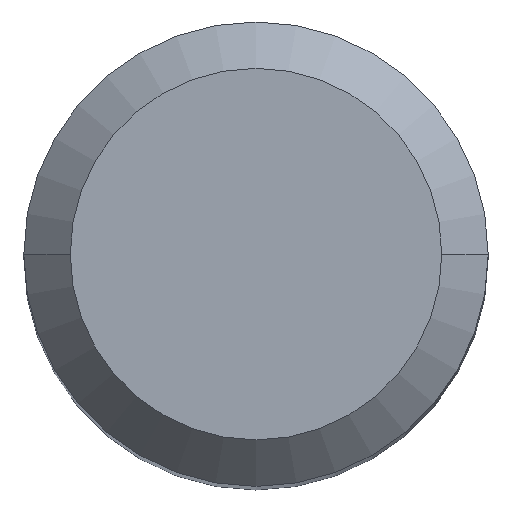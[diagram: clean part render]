
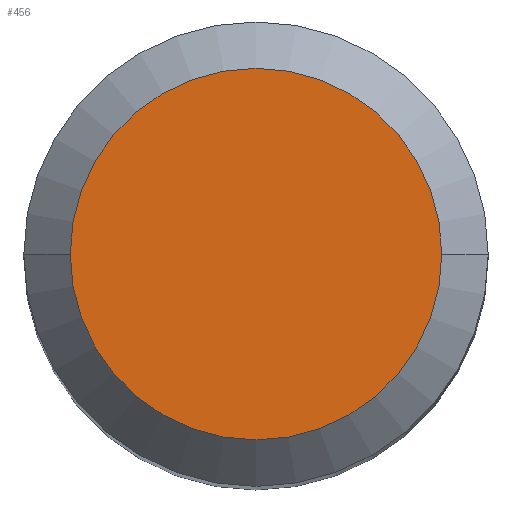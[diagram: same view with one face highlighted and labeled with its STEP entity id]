
A CAD part, top view. The second image highlights one B-rep face of the part: STEP entity #456.
In plain terms, the highlighted planar face has unit normal (0, 0, 1).
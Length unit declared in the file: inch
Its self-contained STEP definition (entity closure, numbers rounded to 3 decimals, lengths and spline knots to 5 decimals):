
#37 = ORIENTED_EDGE ( 'NONE', *, *, #413, .T. ) ;
#51 = ORIENTED_EDGE ( 'NONE', *, *, #120, .T. ) ;
#97 = AXIS2_PLACEMENT_3D ( 'NONE', #133, #289, #435 ) ;
#102 = DIRECTION ( 'NONE',  ( 0., 0., 1. ) ) ;
#120 = EDGE_CURVE ( 'NONE', #136, #490, #168, .T. ) ;
#133 = CARTESIAN_POINT ( 'NONE',  ( 0., 0., 0. ) ) ;
#136 = VERTEX_POINT ( 'NONE', #270 ) ;
#168 = CIRCLE ( 'NONE', #97, 0.15748 ) ;
#183 = FACE_OUTER_BOUND ( 'NONE', #204, .T. ) ;
#204 = EDGE_LOOP ( 'NONE', ( #37, #51 ) ) ;
#217 = CARTESIAN_POINT ( 'NONE',  ( -0.15748, 0., 0. ) ) ;
#225 = CARTESIAN_POINT ( 'NONE',  ( 0., 0., 0. ) ) ;
#270 = CARTESIAN_POINT ( 'NONE',  ( 0.15748, 0., 0. ) ) ;
#273 = AXIS2_PLACEMENT_3D ( 'NONE', #480, #338, #299 ) ;
#289 = DIRECTION ( 'NONE',  ( 0., 0., 1. ) ) ;
#299 = DIRECTION ( 'NONE',  ( -1., 0., 0. ) ) ;
#337 = PLANE ( 'NONE',  #273 ) ;
#338 = DIRECTION ( 'NONE',  ( 0., 0., -1. ) ) ;
#382 = AXIS2_PLACEMENT_3D ( 'NONE', #225, #102, #383 ) ;
#383 = DIRECTION ( 'NONE',  ( 1., 0., 0. ) ) ;
#385 = CIRCLE ( 'NONE', #382, 0.15748 ) ;
#413 = EDGE_CURVE ( 'NONE', #490, #136, #385, .T. ) ;
#435 = DIRECTION ( 'NONE',  ( 1., 0., 0. ) ) ;
#456 = ADVANCED_FACE ( 'NONE', ( #183 ), #337, .F. ) ;
#480 = CARTESIAN_POINT ( 'NONE',  ( 0., 0., 0. ) ) ;
#490 = VERTEX_POINT ( 'NONE', #217 ) ;
